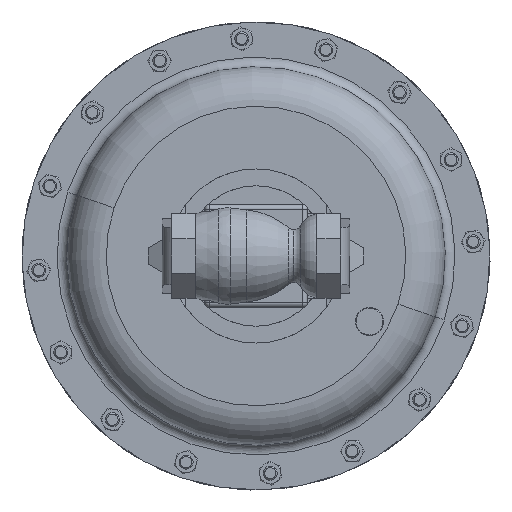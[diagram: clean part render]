
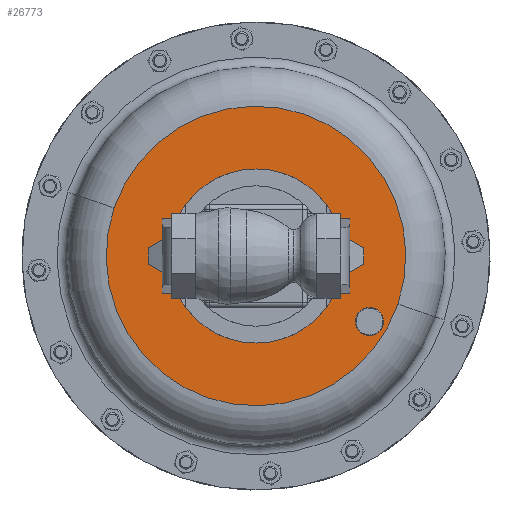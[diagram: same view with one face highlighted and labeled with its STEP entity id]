
A CAD part, front view. The second image highlights one B-rep face of the part: STEP entity #26773.
In plain terms, the highlighted planar face has unit normal (0, -1, 0).
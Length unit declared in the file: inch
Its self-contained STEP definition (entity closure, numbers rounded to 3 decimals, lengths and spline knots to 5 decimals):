
#28 = CIRCLE ( 'NONE', #9313, 4. ) ;
#445 = AXIS2_PLACEMENT_3D ( 'NONE', #19608, #4619, #22134 ) ;
#1006 = ORIENTED_EDGE ( 'NONE', *, *, #7561, .F. ) ;
#2463 = CARTESIAN_POINT ( 'NONE',  ( 0., 7.835, 2.325 ) ) ;
#2968 = FACE_BOUND ( 'NONE', #27270, .T. ) ;
#3362 = EDGE_CURVE ( 'NONE', #5576, #24846, #28, .T. ) ;
#3732 = PLANE ( 'NONE',  #9584 ) ;
#4093 = DIRECTION ( 'NONE',  ( 0., -1., 0. ) ) ;
#4616 = CARTESIAN_POINT ( 'NONE',  ( 0., 7.835, 0. ) ) ;
#4619 = DIRECTION ( 'NONE',  ( 0., 1., 0. ) ) ;
#5576 = VERTEX_POINT ( 'NONE', #20591 ) ;
#7075 = EDGE_LOOP ( 'NONE', ( #24306, #23468 ) ) ;
#7165 = DIRECTION ( 'NONE',  ( 0.947, 0., -0.321 ) ) ;
#7182 = CARTESIAN_POINT ( 'NONE',  ( 0., 7.835, 0. ) ) ;
#7561 = EDGE_CURVE ( 'NONE', #22748, #25994, #31186, .T. ) ;
#7692 = EDGE_CURVE ( 'NONE', #20366, #19328, #14776, .T. ) ;
#7729 = DIRECTION ( 'NONE',  ( 0., 1., 0. ) ) ;
#8084 = EDGE_CURVE ( 'NONE', #24846, #5576, #10894, .T. ) ;
#8359 = AXIS2_PLACEMENT_3D ( 'NONE', #10477, #27945, #13008 ) ;
#8783 = CARTESIAN_POINT ( 'NONE',  ( -1.28576, 7.835, -3.78772 ) ) ;
#9313 = AXIS2_PLACEMENT_3D ( 'NONE', #4616, #22132, #7165 ) ;
#9584 = AXIS2_PLACEMENT_3D ( 'NONE', #8783, #26258, #11304 ) ;
#9675 = DIRECTION ( 'NONE',  ( 0.947, 0., -0.321 ) ) ;
#10477 = CARTESIAN_POINT ( 'NONE',  ( 0., 7.835, 0. ) ) ;
#10894 = CIRCLE ( 'NONE', #16596, 4. ) ;
#11304 = DIRECTION ( 'NONE',  ( -0.947, 0., 0.321 ) ) ;
#12091 = CIRCLE ( 'NONE', #31123, 0.375 ) ;
#13001 = EDGE_LOOP ( 'NONE', ( #22370, #24935 ) ) ;
#13008 = DIRECTION ( 'NONE',  ( 0., 0., -1. ) ) ;
#13849 = CARTESIAN_POINT ( 'NONE',  ( -3.78772, 7.835, 1.28576 ) ) ;
#14776 = CIRCLE ( 'NONE', #445, 0.375 ) ;
#14894 = ORIENTED_EDGE ( 'NONE', *, *, #27358, .F. ) ;
#16508 = CARTESIAN_POINT ( 'NONE',  ( 2.67599, 7.835, -1.62946 ) ) ;
#16596 = AXIS2_PLACEMENT_3D ( 'NONE', #7182, #24618, #9675 ) ;
#17064 = EDGE_CURVE ( 'NONE', #19328, #20366, #12091, .T. ) ;
#17830 = AXIS2_PLACEMENT_3D ( 'NONE', #19079, #4093, #21592 ) ;
#19079 = CARTESIAN_POINT ( 'NONE',  ( 0., 7.835, 0. ) ) ;
#19328 = VERTEX_POINT ( 'NONE', #30133 ) ;
#19608 = CARTESIAN_POINT ( 'NONE',  ( 3.03109, 7.835, -1.75 ) ) ;
#20366 = VERTEX_POINT ( 'NONE', #16508 ) ;
#20591 = CARTESIAN_POINT ( 'NONE',  ( 3.78772, 7.835, -1.28576 ) ) ;
#21592 = DIRECTION ( 'NONE',  ( 0., 0., -1. ) ) ;
#22132 = DIRECTION ( 'NONE',  ( 0., 1., 0. ) ) ;
#22134 = DIRECTION ( 'NONE',  ( 0.947, 0., -0.321 ) ) ;
#22370 = ORIENTED_EDGE ( 'NONE', *, *, #3362, .F. ) ;
#22688 = CARTESIAN_POINT ( 'NONE',  ( 3.03109, 7.835, -1.75 ) ) ;
#22748 = VERTEX_POINT ( 'NONE', #23034 ) ;
#22893 = CIRCLE ( 'NONE', #8359, 2.325 ) ;
#22923 = FACE_OUTER_BOUND ( 'NONE', #13001, .T. ) ;
#23034 = CARTESIAN_POINT ( 'NONE',  ( 0., 7.835, -2.325 ) ) ;
#23468 = ORIENTED_EDGE ( 'NONE', *, *, #7692, .T. ) ;
#24306 = ORIENTED_EDGE ( 'NONE', *, *, #17064, .T. ) ;
#24618 = DIRECTION ( 'NONE',  ( 0., 1., 0. ) ) ;
#24846 = VERTEX_POINT ( 'NONE', #13849 ) ;
#24935 = ORIENTED_EDGE ( 'NONE', *, *, #8084, .F. ) ;
#25192 = DIRECTION ( 'NONE',  ( 0.947, 0., -0.321 ) ) ;
#25994 = VERTEX_POINT ( 'NONE', #2463 ) ;
#26258 = DIRECTION ( 'NONE',  ( 0., -1., 0. ) ) ;
#26773 = ADVANCED_FACE ( 'NONE', ( #2968, #22923, #28770 ), #3732, .T. ) ;
#27270 = EDGE_LOOP ( 'NONE', ( #1006, #14894 ) ) ;
#27358 = EDGE_CURVE ( 'NONE', #25994, #22748, #22893, .T. ) ;
#27945 = DIRECTION ( 'NONE',  ( 0., -1., 0. ) ) ;
#28770 = FACE_BOUND ( 'NONE', #7075, .T. ) ;
#30133 = CARTESIAN_POINT ( 'NONE',  ( 3.38619, 7.835, -1.87054 ) ) ;
#31123 = AXIS2_PLACEMENT_3D ( 'NONE', #22688, #7729, #25192 ) ;
#31186 = CIRCLE ( 'NONE', #17830, 2.325 ) ;
